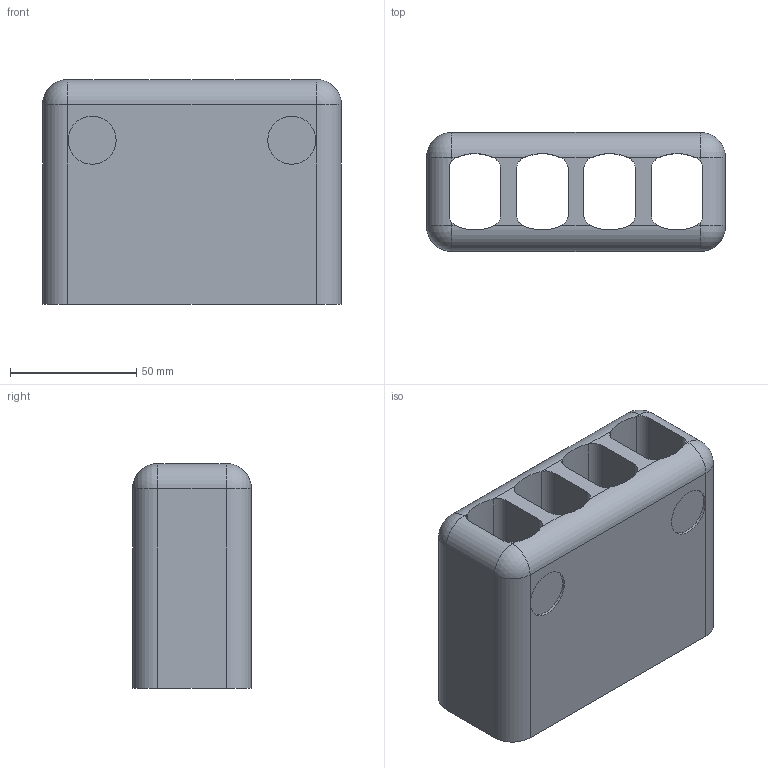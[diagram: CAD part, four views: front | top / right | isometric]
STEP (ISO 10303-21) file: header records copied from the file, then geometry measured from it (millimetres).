
FILE_DESCRIPTION(/* description */ (''),/* implementation_level */ '2;1');
FILE_NAME(/* name */ 'Nixie Tap v5.step',/* time_stamp */ '2018-02-26T07:51:34+01:00',/* author */ ('nedalm89'),/* organization */ (''),/* preprocessor_version */ 'ST-DEVELOPER v16.13',/* originating_system */ 'Autodesk Translation Framework v6.5.0.72',/* authorisation */ '');
FILE_SCHEMA (('AUTOMOTIVE_DESIGN { 1 0 10303 214 3 1 1 }'));
Length unit declared in the file: millimetre
Products named in the file (1): Nixie Tap with electronics
Bounding box: 118.3 x 47 x 89 mm (x, y, z)
Volume: 189913.1 mm3; surface area: 60466.9 mm2
Topology: 1 solids, 1 shells, 96 faces, 291 edges, 188 vertices
Faces by surface type: cylinder 50, plane 40, sphere 4, cone 2
Full cylindrical faces by diameter (mm): 2.3 x2, 19 x2
Entity records: 3398 total; most frequent: CARTESIAN_POINT 694, DIRECTION 579, ORIENTED_EDGE 570, EDGE_CURVE 285, AXIS2_PLACEMENT_3D 209, VERTEX_POINT 188, LINE 161, VECTOR 161
